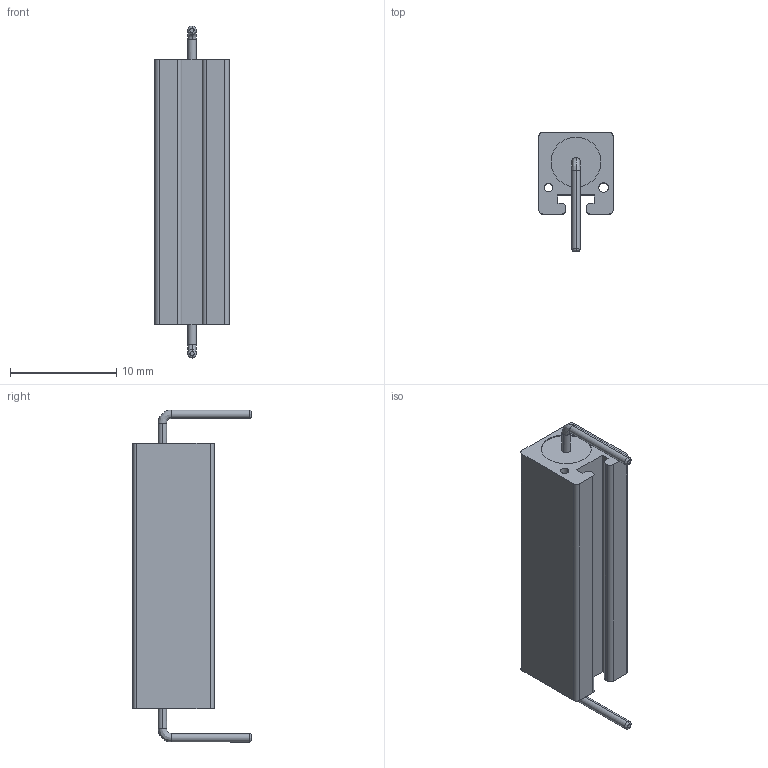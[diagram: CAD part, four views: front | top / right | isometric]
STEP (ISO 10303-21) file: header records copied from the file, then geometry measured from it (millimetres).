
FILE_DESCRIPTION (( 'STEP AP214' ), '1' );
FILE_NAME ('4898AC73-AF27-4FD9-AE4B-2A5D4E6E247B.STEP', '2022-07-19T00:21:40', ( '' ), ( '' ), 'SwSTEP 2.0', 'SolidWorks 2022', '' );
FILE_SCHEMA (( 'AUTOMOTIVE_DESIGN' ));
Length unit declared in the file: millimetre
Products named in the file (1): 4898AC73-AF27-4FD9-AE4B-2A5D4E6E247B
Bounding box: 7 x 11.2 x 31.28 mm (x, y, z)
Volume: 1203.8 mm3; surface area: 1152.7 mm2
Topology: 1 solids, 1 shells, 50 faces, 124 edges, 80 vertices
Faces by surface type: cylinder 24, plane 18, bspline 8
Entity records: 2200 total; most frequent: CARTESIAN_POINT 427, DIRECTION 250, ORIENTED_EDGE 248, EDGE_CURVE 124, AXIS2_PLACEMENT_3D 95, VERTEX_POINT 80, VECTOR 60, LINE 60
